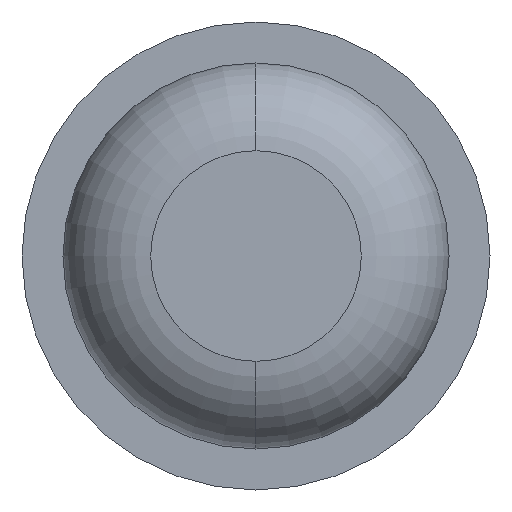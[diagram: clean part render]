
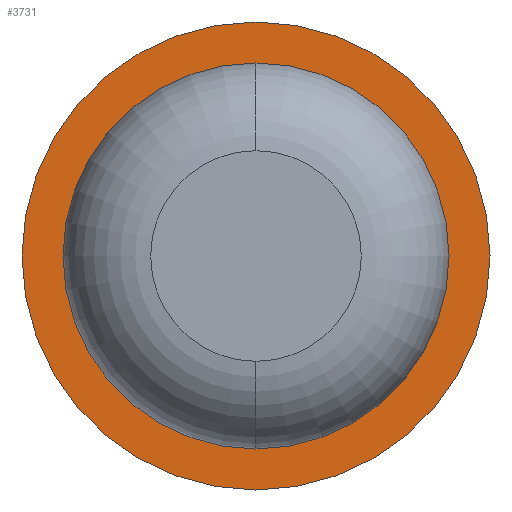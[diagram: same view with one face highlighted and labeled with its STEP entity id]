
A CAD part, front view. The second image highlights one B-rep face of the part: STEP entity #3731.
In plain terms, the highlighted planar face has unit normal (0, -1, 0).
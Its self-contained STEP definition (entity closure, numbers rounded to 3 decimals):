
#112 = ORIENTED_EDGE ( 'NONE', *, *, #3409, .T. ) ;
#128 = CARTESIAN_POINT ( 'NONE',  ( 0., -2., 0. ) ) ;
#140 = CARTESIAN_POINT ( 'NONE',  ( 0., -2., -0.825 ) ) ;
#206 = PLANE ( 'NONE',  #4142 ) ;
#258 = DIRECTION ( 'NONE',  ( -1., 0., 0. ) ) ;
#278 = EDGE_CURVE ( 'Defeature ausgef�hrt1_1+Defeature ausgef�hrt1_4+Defeature ausgef�hrt1_4+Defeature ausgef�hrt1_4', #4344, #2632, #4740, .T. ) ;
#379 = CIRCLE ( 'NONE', #1838, 0.825 ) ;
#507 = CIRCLE ( 'NONE', #2453, 1. ) ;
#654 = AXIS2_PLACEMENT_3D ( 'NONE', #3541, #4330, #2725 ) ;
#868 = FACE_BOUND ( 'NONE', #4117, .T. ) ;
#950 = ORIENTED_EDGE ( 'NONE', *, *, #3190, .F. ) ;
#987 = FACE_OUTER_BOUND ( 'NONE', #3356, .T. ) ;
#1014 = VERTEX_POINT ( 'NONE', #1040 ) ;
#1040 = CARTESIAN_POINT ( 'NONE',  ( 1., -2., 0. ) ) ;
#1068 = ORIENTED_EDGE ( 'NONE', *, *, #4064, .F. ) ;
#1838 = AXIS2_PLACEMENT_3D ( 'NONE', #2223, #4877, #258 ) ;
#2114 = DIRECTION ( 'NONE',  ( -1., 0., 0. ) ) ;
#2159 = CARTESIAN_POINT ( 'NONE',  ( 0., -2., 0.825 ) ) ;
#2223 = CARTESIAN_POINT ( 'NONE',  ( 0., -2., 0. ) ) ;
#2258 = CIRCLE ( 'NONE', #654, 1. ) ;
#2453 = AXIS2_PLACEMENT_3D ( 'NONE', #3285, #2510, #4020 ) ;
#2510 = DIRECTION ( 'NONE',  ( 0., 1., 0. ) ) ;
#2553 = CARTESIAN_POINT ( 'NONE',  ( 0.825, -2., 0. ) ) ;
#2632 = VERTEX_POINT ( 'NONE', #140 ) ;
#2725 = DIRECTION ( 'NONE',  ( -1., 0., 0. ) ) ;
#2835 = DIRECTION ( 'NONE',  ( 0., 1., 0. ) ) ;
#3105 = ORIENTED_EDGE ( 'NONE', *, *, #278, .T. ) ;
#3190 = EDGE_CURVE ( 'Defeature ausgef�hrt1_2+Defeature ausgef�hrt1_1+Defeature ausgef�hrt1_1+Defeature ausgef�hrt1_1', #4253, #1014, #507, .T. ) ;
#3285 = CARTESIAN_POINT ( 'NONE',  ( 0., -2., 0. ) ) ;
#3356 = EDGE_LOOP ( 'NONE', ( #950, #1068 ) ) ;
#3409 = EDGE_CURVE ( 'Defeature ausgef�hrt1_1+Defeature ausgef�hrt1_4+Defeature ausgef�hrt1_4+Defeature ausgef�hrt1_4', #2632, #4344, #379, .T. ) ;
#3541 = CARTESIAN_POINT ( 'NONE',  ( 0., -2., 0. ) ) ;
#3638 = CARTESIAN_POINT ( 'NONE',  ( -1., -2., 0. ) ) ;
#3672 = DIRECTION ( 'NONE',  ( -1., 0., 0. ) ) ;
#3731 = ADVANCED_FACE ( 'Defeature ausgef�hrt1_1', ( #987, #868 ), #206, .F. ) ;
#3839 = AXIS2_PLACEMENT_3D ( 'NONE', #128, #2835, #2114 ) ;
#4020 = DIRECTION ( 'NONE',  ( -1., 0., 0. ) ) ;
#4064 = EDGE_CURVE ( 'Defeature ausgef�hrt1_2+Defeature ausgef�hrt1_1+Defeature ausgef�hrt1_1+Defeature ausgef�hrt1_1', #1014, #4253, #2258, .T. ) ;
#4117 = EDGE_LOOP ( 'NONE', ( #3105, #112 ) ) ;
#4142 = AXIS2_PLACEMENT_3D ( 'NONE', #2553, #4440, #3672 ) ;
#4253 = VERTEX_POINT ( 'NONE', #3638 ) ;
#4330 = DIRECTION ( 'NONE',  ( 0., 1., 0. ) ) ;
#4344 = VERTEX_POINT ( 'NONE', #2159 ) ;
#4440 = DIRECTION ( 'NONE',  ( 0., 1., 0. ) ) ;
#4740 = CIRCLE ( 'NONE', #3839, 0.825 ) ;
#4877 = DIRECTION ( 'NONE',  ( 0., 1., 0. ) ) ;
